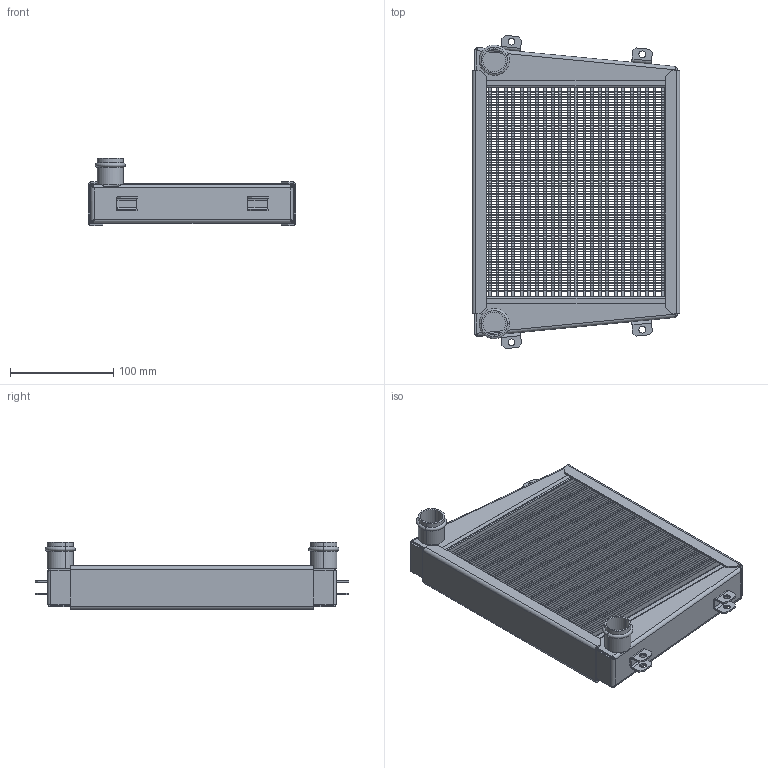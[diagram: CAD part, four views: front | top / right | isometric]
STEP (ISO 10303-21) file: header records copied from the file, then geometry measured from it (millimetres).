
FILE_DESCRIPTION (( 'STEP AP214' ), '1' );
FILE_NAME ('rad_fins.STEP', '2024-10-03T03:17:39', ( '' ), ( '' ), 'SwSTEP 2.0', 'SolidWorks 2024', '' );
FILE_SCHEMA (( 'AUTOMOTIVE_DESIGN' ));
Length unit declared in the file: inch
Products named in the file (1): rad_fins
Bounding box: 201.57 x 303.83 x 65.04 mm (x, y, z)
Volume: 440379.2 mm3; surface area: 1441515.2 mm2
Topology: 10 solids, 10 shells, 918 faces, 2300 edges, 1248 vertices
Faces by surface type: plane 784, cylinder 90, bspline 40, torus 4
Entity records: 29166 total; most frequent: CARTESIAN_POINT 7663, ORIENTED_EDGE 4600, DIRECTION 4042, EDGE_CURVE 2300, LINE 2044, VECTOR 2044, VERTEX_POINT 1248, AXIS2_PLACEMENT_3D 999
